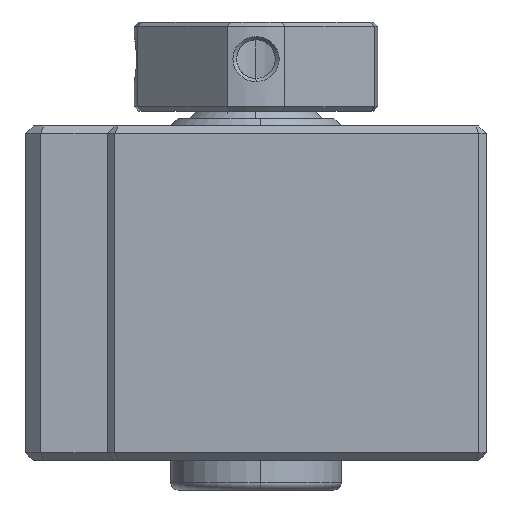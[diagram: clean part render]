
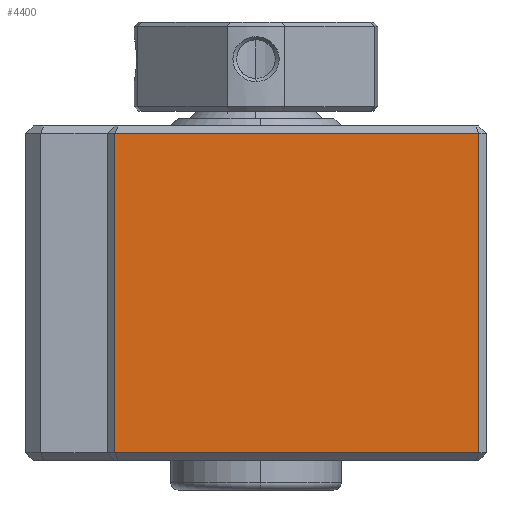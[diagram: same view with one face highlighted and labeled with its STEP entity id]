
A CAD part, left-side view. The second image highlights one B-rep face of the part: STEP entity #4400.
In plain terms, the highlighted planar face has unit normal (-1, 0, 0).
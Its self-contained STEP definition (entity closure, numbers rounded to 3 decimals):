
#67 = VERTEX_POINT ( 'NONE', #1288 ) ;
#151 = AXIS2_PLACEMENT_3D ( 'NONE', #2560, #5696, #2991 ) ;
#231 = EDGE_CURVE ( 'NONE', #67, #5727, #4874, .T. ) ;
#454 = VECTOR ( 'NONE', #3335, 1000. ) ;
#597 = EDGE_CURVE ( 'NONE', #5727, #666, #3075, .T. ) ;
#666 = VERTEX_POINT ( 'NONE', #688 ) ;
#688 = CARTESIAN_POINT ( 'NONE',  ( 0., 0.5, 22. ) ) ;
#875 = CARTESIAN_POINT ( 'NONE',  ( 0., 25., 22. ) ) ;
#937 = EDGE_CURVE ( 'NONE', #666, #2200, #1732, .T. ) ;
#964 = ORIENTED_EDGE ( 'NONE', *, *, #231, .T. ) ;
#1288 = CARTESIAN_POINT ( 'NONE',  ( 0., 25., 0.5 ) ) ;
#1525 = EDGE_CURVE ( 'NONE', #2200, #67, #5463, .T. ) ;
#1732 = LINE ( 'NONE', #3202, #454 ) ;
#2053 = ORIENTED_EDGE ( 'NONE', *, *, #1525, .T. ) ;
#2200 = VERTEX_POINT ( 'NONE', #875 ) ;
#2283 = VECTOR ( 'NONE', #2619, 1000. ) ;
#2560 = CARTESIAN_POINT ( 'NONE',  ( 0., 0., 22.5 ) ) ;
#2619 = DIRECTION ( 'NONE',  ( 0., 0., -1. ) ) ;
#2881 = CARTESIAN_POINT ( 'NONE',  ( 0., 25., 22.5 ) ) ;
#2991 = DIRECTION ( 'NONE',  ( 0., 0., -1. ) ) ;
#3022 = FACE_OUTER_BOUND ( 'NONE', #4904, .T. ) ;
#3075 = LINE ( 'NONE', #3985, #3213 ) ;
#3202 = CARTESIAN_POINT ( 'NONE',  ( 0., 0., 22. ) ) ;
#3205 = CARTESIAN_POINT ( 'NONE',  ( 0., 0.5, 0.5 ) ) ;
#3213 = VECTOR ( 'NONE', #4127, 1000. ) ;
#3335 = DIRECTION ( 'NONE',  ( 0., 1., 0. ) ) ;
#3367 = ORIENTED_EDGE ( 'NONE', *, *, #597, .T. ) ;
#3513 = ORIENTED_EDGE ( 'NONE', *, *, #937, .T. ) ;
#3985 = CARTESIAN_POINT ( 'NONE',  ( 0., 0.5, 22.5 ) ) ;
#4127 = DIRECTION ( 'NONE',  ( 0., 0., 1. ) ) ;
#4400 = ADVANCED_FACE ( 'NONE', ( #3022 ), #4809, .F. ) ;
#4531 = DIRECTION ( 'NONE',  ( 0., -1., 0. ) ) ;
#4809 = PLANE ( 'NONE',  #151 ) ;
#4874 = LINE ( 'NONE', #5343, #4941 ) ;
#4904 = EDGE_LOOP ( 'NONE', ( #2053, #964, #3367, #3513 ) ) ;
#4941 = VECTOR ( 'NONE', #4531, 1000. ) ;
#5343 = CARTESIAN_POINT ( 'NONE',  ( 0., 0.5, 0.5 ) ) ;
#5463 = LINE ( 'NONE', #2881, #2283 ) ;
#5696 = DIRECTION ( 'NONE',  ( 1., 0., 0. ) ) ;
#5727 = VERTEX_POINT ( 'NONE', #3205 ) ;
